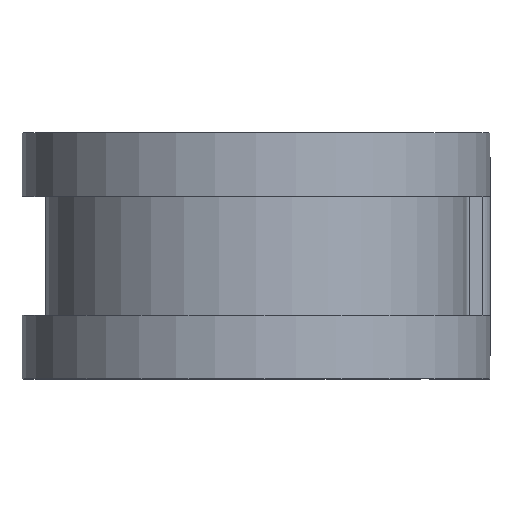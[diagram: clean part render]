
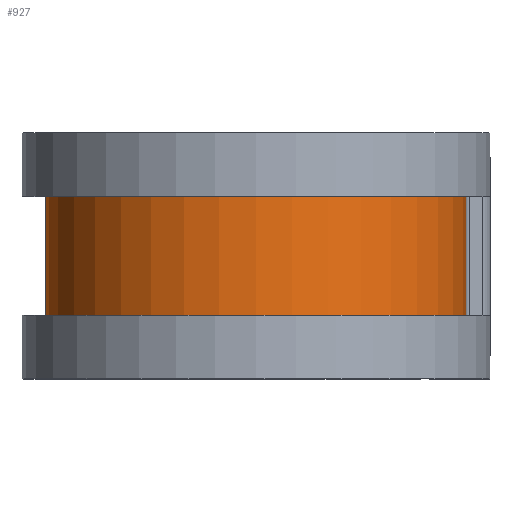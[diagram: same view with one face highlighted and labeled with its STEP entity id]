
A CAD part, top view. The second image highlights one B-rep face of the part: STEP entity #927.
In plain terms, the highlighted cylindrical face has radius 13.449 mm (diameter 26.899 mm), a partial arc.
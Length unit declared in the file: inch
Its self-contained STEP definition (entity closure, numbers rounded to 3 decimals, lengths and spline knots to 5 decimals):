
#42 = ORIENTED_EDGE ( 'NONE', *, *, #433, .T. ) ;
#54 = EDGE_CURVE ( 'NONE', #1220, #1602, #780, .T. ) ;
#76 = CYLINDRICAL_SURFACE ( 'NONE', #1561, 0.5295 ) ;
#146 = AXIS2_PLACEMENT_3D ( 'NONE', #1263, #1009, #728 ) ;
#209 = VERTEX_POINT ( 'NONE', #296 ) ;
#296 = CARTESIAN_POINT ( 'NONE',  ( 0., 0.15, -0.5295 ) ) ;
#324 = ORIENTED_EDGE ( 'NONE', *, *, #54, .F. ) ;
#426 = CARTESIAN_POINT ( 'NONE',  ( 0., 0.25, -0.5295 ) ) ;
#431 = VERTEX_POINT ( 'NONE', #1368 ) ;
#433 = EDGE_CURVE ( 'NONE', #209, #1602, #1274, .T. ) ;
#481 = ORIENTED_EDGE ( 'NONE', *, *, #1215, .F. ) ;
#495 = AXIS2_PLACEMENT_3D ( 'NONE', #1631, #1696, #1704 ) ;
#499 = CIRCLE ( 'NONE', #146, 0.5295 ) ;
#507 = EDGE_CURVE ( 'NONE', #431, #209, #499, .T. ) ;
#530 = DIRECTION ( 'NONE',  ( 0., -1., 0. ) ) ;
#641 = CARTESIAN_POINT ( 'NONE',  ( 0.5295, 0.25, 0. ) ) ;
#728 = DIRECTION ( 'NONE',  ( 0., 0., -1. ) ) ;
#743 = DIRECTION ( 'NONE',  ( 0., 0., -1. ) ) ;
#759 = ORIENTED_EDGE ( 'NONE', *, *, #507, .T. ) ;
#780 = CIRCLE ( 'NONE', #495, 0.5295 ) ;
#812 = CARTESIAN_POINT ( 'NONE',  ( 0.5295, -0.15, 0. ) ) ;
#836 = DIRECTION ( 'NONE',  ( 0., -1., 0. ) ) ;
#850 = FACE_OUTER_BOUND ( 'NONE', #1493, .T. ) ;
#925 = CARTESIAN_POINT ( 'NONE',  ( 0., -0.15, -0.5295 ) ) ;
#927 = ADVANCED_FACE ( 'NONE', ( #850 ), #76, .T. ) ;
#941 = VECTOR ( 'NONE', #1110, 39.37008 ) ;
#983 = LINE ( 'NONE', #641, #1272 ) ;
#1009 = DIRECTION ( 'NONE',  ( 0., -1., 0. ) ) ;
#1110 = DIRECTION ( 'NONE',  ( 0., -1., 0. ) ) ;
#1215 = EDGE_CURVE ( 'NONE', #431, #1220, #983, .T. ) ;
#1220 = VERTEX_POINT ( 'NONE', #812 ) ;
#1263 = CARTESIAN_POINT ( 'NONE',  ( 0., 0.15, 0. ) ) ;
#1272 = VECTOR ( 'NONE', #530, 39.37008 ) ;
#1274 = LINE ( 'NONE', #426, #941 ) ;
#1368 = CARTESIAN_POINT ( 'NONE',  ( 0.5295, 0.15, 0. ) ) ;
#1398 = CARTESIAN_POINT ( 'NONE',  ( 0., 0.25, 0. ) ) ;
#1493 = EDGE_LOOP ( 'NONE', ( #481, #759, #42, #324 ) ) ;
#1561 = AXIS2_PLACEMENT_3D ( 'NONE', #1398, #836, #743 ) ;
#1602 = VERTEX_POINT ( 'NONE', #925 ) ;
#1631 = CARTESIAN_POINT ( 'NONE',  ( 0., -0.15, 0. ) ) ;
#1696 = DIRECTION ( 'NONE',  ( 0., -1., 0. ) ) ;
#1704 = DIRECTION ( 'NONE',  ( 0., 0., -1. ) ) ;
